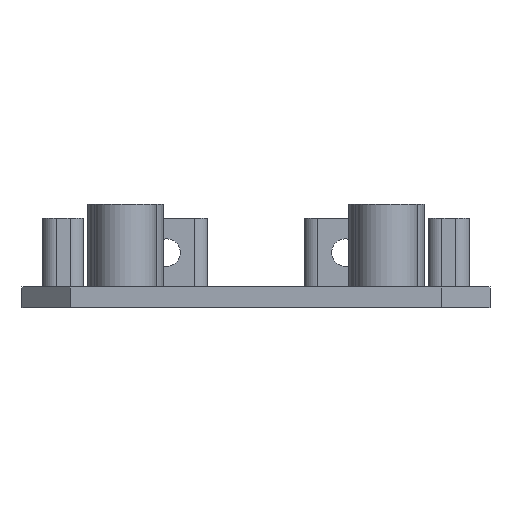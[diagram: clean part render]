
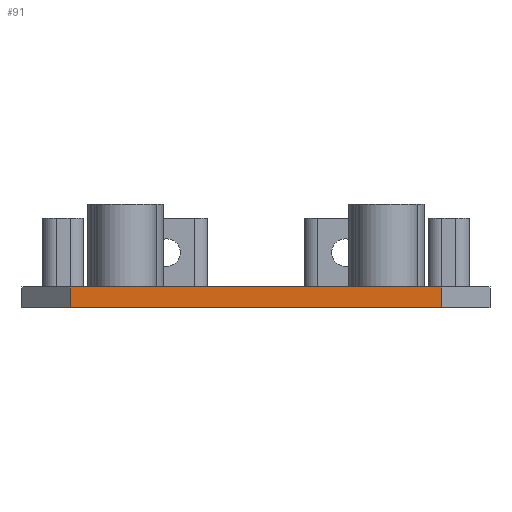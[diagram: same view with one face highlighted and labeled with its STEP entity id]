
A CAD part, front view. The second image highlights one B-rep face of the part: STEP entity #91.
In plain terms, the highlighted planar face has unit normal (0, -1, 0).
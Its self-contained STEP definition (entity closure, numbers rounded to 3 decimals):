
#91=ADVANCED_FACE('',(#636),#638,.T.);
#636=FACE_BOUND('',#637,.T.);
#637=EDGE_LOOP('',(#2272,#2273,#2274,#2275));
#638=PLANE('',#639);
#639=AXIS2_PLACEMENT_3D('',#640,#641,#642);
#640=CARTESIAN_POINT('',(-34.,-75.,0.));
#641=DIRECTION('',(0.,-1.,0.));
#642=DIRECTION('',(1.,0.,0.));
#2272=ORIENTED_EDGE('',*,*,#3190,.T.);
#2273=ORIENTED_EDGE('',*,*,#2971,.F.);
#2274=ORIENTED_EDGE('',*,*,#3189,.F.);
#2275=ORIENTED_EDGE('',*,*,#3094,.T.);
#2971=EDGE_CURVE('',#3495,#3497,#3498,.T.);
#3094=EDGE_CURVE('',#3743,#3741,#3744,.T.);
#3189=EDGE_CURVE('',#3743,#3495,#3891,.T.);
#3190=EDGE_CURVE('',#3741,#3497,#3892,.T.);
#3495=VERTEX_POINT('',#4389);
#3497=VERTEX_POINT('',#4393);
#3498=LINE('',#4394,#4395);
#3741=VERTEX_POINT('',#4924);
#3743=VERTEX_POINT('',#4928);
#3744=LINE('',#4929,#4930);
#3891=LINE('',#5273,#5274);
#3892=LINE('',#5276,#5277);
#4389=CARTESIAN_POINT('',(-27.,-75.,3.));
#4393=CARTESIAN_POINT('',(27.,-75.,3.));
#4394=CARTESIAN_POINT('',(-27.,-75.,3.));
#4395=VECTOR('',#4396,1.);
#4396=DIRECTION('',(1.,0.,0.));
#4924=CARTESIAN_POINT('',(27.,-75.,0.));
#4928=CARTESIAN_POINT('',(-27.,-75.,0.));
#4929=CARTESIAN_POINT('',(-27.,-75.,0.));
#4930=VECTOR('',#4931,1.);
#4931=DIRECTION('',(1.,0.,0.));
#5273=CARTESIAN_POINT('',(-27.,-75.,0.));
#5274=VECTOR('',#5275,1.);
#5275=DIRECTION('',(0.,0.,1.));
#5276=CARTESIAN_POINT('',(27.,-75.,0.));
#5277=VECTOR('',#5278,1.);
#5278=DIRECTION('',(0.,0.,1.));
